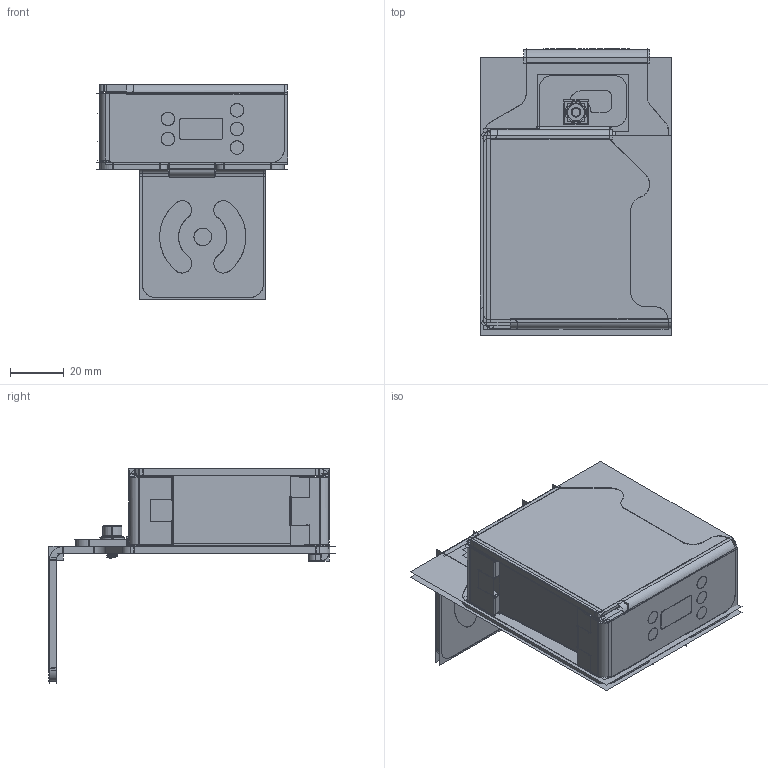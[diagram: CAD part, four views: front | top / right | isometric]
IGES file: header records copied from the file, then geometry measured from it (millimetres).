
Start section:  PTC IGES file: 205087.igs
Global section: file name: 205087.igs; native system: Creo Parametric by PTC Inc.; preprocessor: 2018300; author: pdmadmin; organization: Unknown; date: 20181213.072439; units: millimetre
Bounding box: 71.14 x 106.13 x 80.05 mm (x, y, z)
Volume: 44943.3 mm3; surface area: 171021.6 mm2
Topology: 6 solids, 12 shells, 792 faces, 4991 edges, 6770 vertices
Faces by surface type: revolution 408, bspline 384
